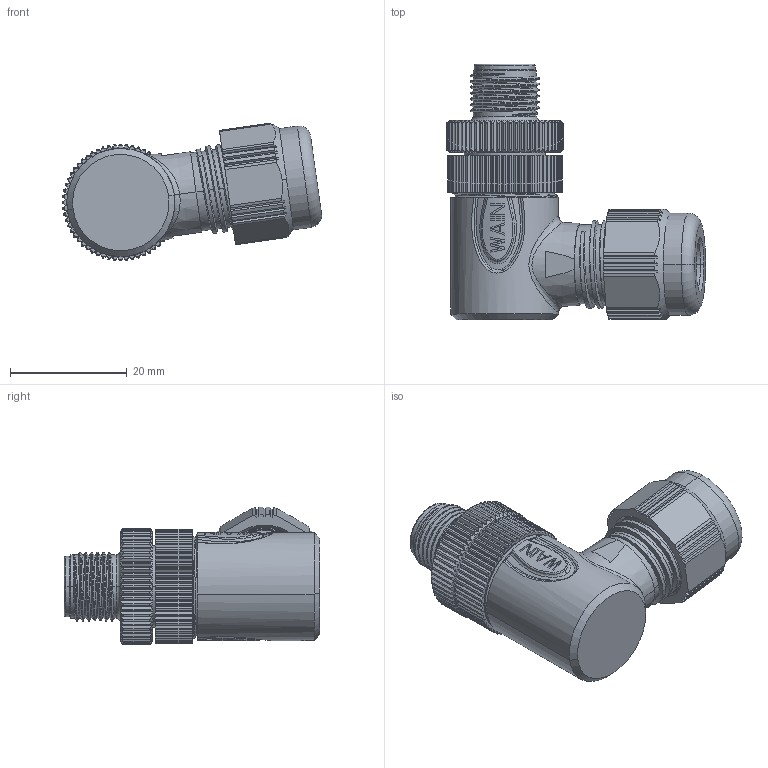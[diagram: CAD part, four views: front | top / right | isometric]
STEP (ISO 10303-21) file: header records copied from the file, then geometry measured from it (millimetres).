
FILE_DESCRIPTION((''),'2;1');
FILE_NAME('3D_1630055113002_M12-M05A-S-D8_','2017-06-24T',('y.wang'),(''),'PRO/ENGINEER BY PARAMETRIC TECHNOLOGY CORPORATION, 2012480','PRO/ENGINEER BY PARAMETRIC TECHNOLOGY CORPORATION, 2012480','');
FILE_SCHEMA(('CONFIG_CONTROL_DESIGN'));
Products named in the file (1): 3D_1630055113002_M12-M05A-S-D8_
Bounding box: 44.38 x 43.8 x 23.6 mm (x, y, z)
Volume: 10578.8 mm3; surface area: 15415 mm2
Topology: 1 solids, 1 shells, 1796 faces, 5078 edges, 3313 vertices
Faces by surface type: plane 763, cylinder 565, cone 226, bspline 131, torus 89, extrusion 16, sphere 6
Entity records: 86060 total; most frequent: CARTESIAN_POINT 41755, ORIENTED_EDGE 10124, DIRECTION 8165, EDGE_CURVE 5062, VERTEX_POINT 3313, AXIS2_PLACEMENT_3D 2988, VECTOR 2189, LINE 2173
